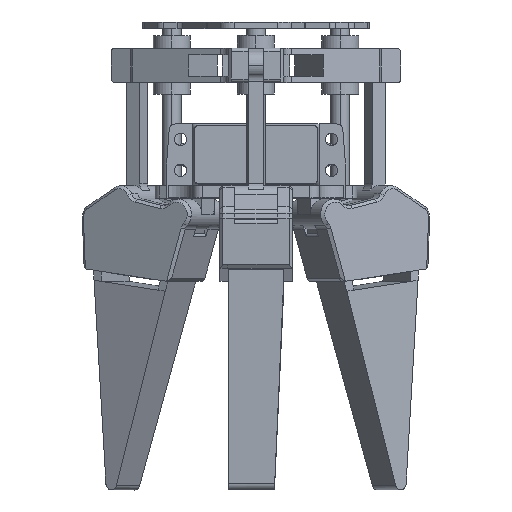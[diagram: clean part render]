
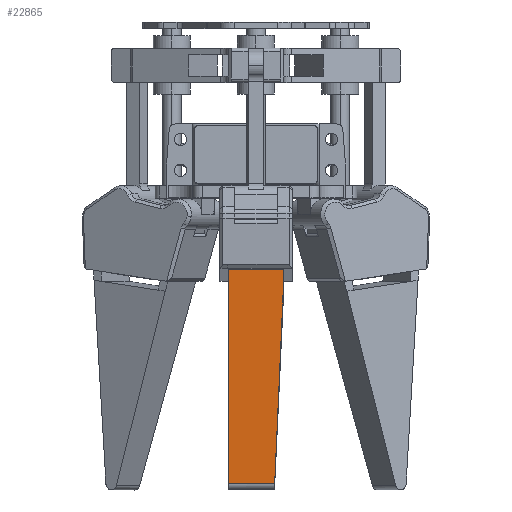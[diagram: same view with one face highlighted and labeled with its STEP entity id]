
A CAD part, top view. The second image highlights one B-rep face of the part: STEP entity #22865.
In plain terms, the highlighted planar face has unit normal (0, -0.042, 0.999).
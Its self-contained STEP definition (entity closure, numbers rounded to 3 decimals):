
#22816=CARTESIAN_POINT('',(4.795,-57.836,112.903));
#22817=DIRECTION('',(0.,0.999,0.042));
#22818=DIRECTION('',(0.,-0.042,0.999));
#22819=AXIS2_PLACEMENT_3D('',#22816,#22818,#22817);
#22820=PLANE('',#22819);
#22821=CARTESIAN_POINT('',(12.231,-99.709,111.139));
#22822=VERTEX_POINT('',#22821);
#22823=CARTESIAN_POINT('',(15.157,-33.666,113.922));
#22824=VERTEX_POINT('',#22823);
#22825=CARTESIAN_POINT('',(12.231,-99.709,111.139));
#22826=CARTESIAN_POINT('',(12.962,-83.198,111.834));
#22827=CARTESIAN_POINT('',(14.425,-50.177,113.226));
#22828=CARTESIAN_POINT('',(15.157,-33.666,113.922));
#22829=B_SPLINE_CURVE_WITH_KNOTS('',3,(#22825,#22826,#22827,#22828),.UNSPECIFIED.,.F.,.U.,(4,4),(0.,1.),.UNSPECIFIED.);
#22830=EDGE_CURVE('',#22822,#22824,#22829,.T.);
#22831=ORIENTED_EDGE('',*,*,#22830,.T.);
#22832=CARTESIAN_POINT('',(15.157,-30.166,114.07));
#22833=VERTEX_POINT('',#22832);
#22834=CARTESIAN_POINT('',(15.157,-33.666,113.922));
#22835=CARTESIAN_POINT('',(15.157,-32.685,113.964));
#22836=CARTESIAN_POINT('',(15.157,-31.486,114.014));
#22837=CARTESIAN_POINT('',(15.157,-30.166,114.07));
#22838=B_SPLINE_CURVE_WITH_KNOTS('',3,(#22834,#22835,#22836,#22837),.UNSPECIFIED.,.F.,.U.,(4,4),(0.,0.222),.UNSPECIFIED.);
#22839=EDGE_CURVE('',#22824,#22833,#22838,.T.);
#22840=ORIENTED_EDGE('',*,*,#22839,.T.);
#22841=CARTESIAN_POINT('',(-2.843,-30.166,114.07));
#22842=VERTEX_POINT('',#22841);
#22843=CARTESIAN_POINT('',(15.157,-30.166,114.07));
#22844=DIRECTION('',(-1.,0.,0.));
#22845=VECTOR('',#22844,18.);
#22846=LINE('',#22843,#22845);
#22847=EDGE_CURVE('',#22833,#22842,#22846,.T.);
#22848=ORIENTED_EDGE('',*,*,#22847,.T.);
#22849=CARTESIAN_POINT('',(-2.843,-99.709,111.139));
#22850=VERTEX_POINT('',#22849);
#22851=CARTESIAN_POINT('',(-2.843,-30.166,114.07));
#22852=DIRECTION('',(0.,-0.999,-0.042));
#22853=VECTOR('',#22852,69.605);
#22854=LINE('',#22851,#22853);
#22855=EDGE_CURVE('',#22842,#22850,#22854,.T.);
#22856=ORIENTED_EDGE('',*,*,#22855,.T.);
#22857=CARTESIAN_POINT('',(12.231,-99.709,111.139));
#22858=DIRECTION('',(-1.,0.,0.));
#22859=VECTOR('',#22858,15.074);
#22860=LINE('',#22857,#22859);
#22861=EDGE_CURVE('',#22822,#22850,#22860,.T.);
#22862=ORIENTED_EDGE('',*,*,#22861,.F.);
#22863=EDGE_LOOP('',(#22831,#22840,#22848,#22856,#22862));
#22864=FACE_OUTER_BOUND('',#22863,.T.);
#22865=ADVANCED_FACE('',(#22864),#22820,.T.);
